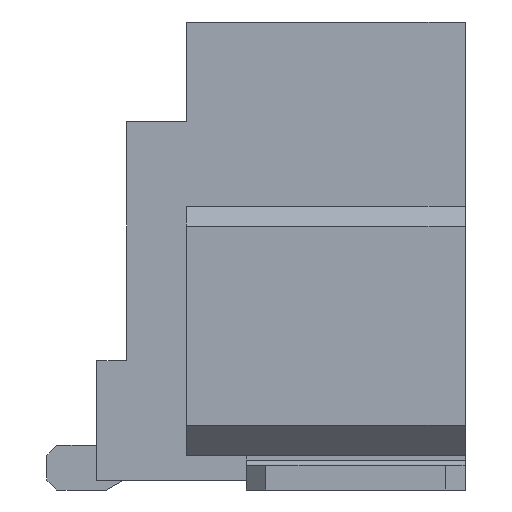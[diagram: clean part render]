
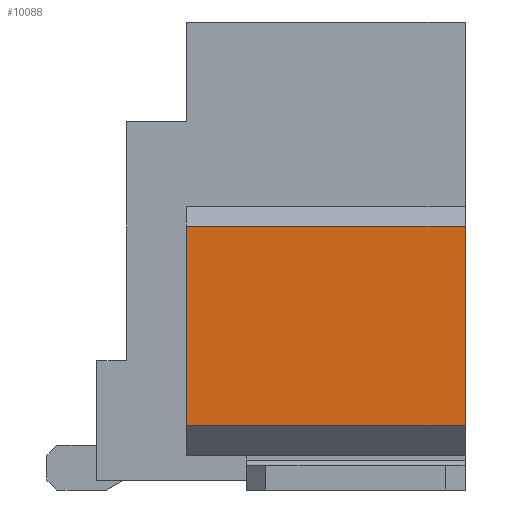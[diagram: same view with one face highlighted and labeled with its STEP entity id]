
A CAD part, left-side view. The second image highlights one B-rep face of the part: STEP entity #10088.
In plain terms, the highlighted face is planar.
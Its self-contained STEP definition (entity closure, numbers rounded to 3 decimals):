
#1996 = PLANE('',#1997);
#1997 = AXIS2_PLACEMENT_3D('',#1998,#1999,#2000);
#1998 = CARTESIAN_POINT('',(10.25,1.85,-2.3));
#1999 = DIRECTION('',(0.,1.,0.));
#2000 = DIRECTION('',(-1.,0.,0.));
#4079 = VERTEX_POINT('',#4080);
#4080 = CARTESIAN_POINT('',(11.75,1.85,-1.75));
#4094 = PLANE('',#4095);
#4095 = AXIS2_PLACEMENT_3D('',#4096,#4097,#4098);
#4096 = CARTESIAN_POINT('',(11.75,1.85,-1.75));
#4097 = DIRECTION('',(0.707,0.,-0.707));
#4098 = DIRECTION('',(-0.707,0.,-0.707));
#4106 = EDGE_CURVE('',#4107,#4079,#4109,.T.);
#4107 = VERTEX_POINT('',#4108);
#4108 = CARTESIAN_POINT('',(11.75,1.85,0.25));
#4109 = SURFACE_CURVE('',#4110,(#4114,#4121),.PCURVE_S1.);
#4110 = LINE('',#4111,#4112);
#4111 = CARTESIAN_POINT('',(11.75,1.85,0.25));
#4112 = VECTOR('',#4113,1.);
#4113 = DIRECTION('',(0.,0.,-1.));
#4114 = PCURVE('',#1996,#4115);
#4115 = DEFINITIONAL_REPRESENTATION('',(#4116),#4120);
#4116 = LINE('',#4117,#4118);
#4117 = CARTESIAN_POINT('',(-1.5,2.55));
#4118 = VECTOR('',#4119,1.);
#4119 = DIRECTION('',(0.,-1.));
#4120 = ( GEOMETRIC_REPRESENTATION_CONTEXT(2) 
PARAMETRIC_REPRESENTATION_CONTEXT() REPRESENTATION_CONTEXT('2D SPACE',''
  ) );
#4121 = PCURVE('',#4122,#4127);
#4122 = PLANE('',#4123);
#4123 = AXIS2_PLACEMENT_3D('',#4124,#4125,#4126);
#4124 = CARTESIAN_POINT('',(11.75,1.85,0.25));
#4125 = DIRECTION('',(1.,0.,0.));
#4126 = DIRECTION('',(0.,0.,-1.));
#4127 = DEFINITIONAL_REPRESENTATION('',(#4128),#4132);
#4128 = LINE('',#4129,#4130);
#4129 = CARTESIAN_POINT('',(0.,0.));
#4130 = VECTOR('',#4131,1.);
#4131 = DIRECTION('',(1.,0.));
#4132 = ( GEOMETRIC_REPRESENTATION_CONTEXT(2) 
PARAMETRIC_REPRESENTATION_CONTEXT() REPRESENTATION_CONTEXT('2D SPACE',''
  ) );
#4150 = PLANE('',#4151);
#4151 = AXIS2_PLACEMENT_3D('',#4152,#4153,#4154);
#4152 = CARTESIAN_POINT('',(10.45,1.85,0.25));
#4153 = DIRECTION('',(0.,0.,1.));
#4154 = DIRECTION('',(1.,0.,0.));
#7005 = PLANE('',#7006);
#7006 = AXIS2_PLACEMENT_3D('',#7007,#7008,#7009);
#7007 = CARTESIAN_POINT('',(10.25,-0.95,-2.3));
#7008 = DIRECTION('',(0.,1.,0.));
#7009 = DIRECTION('',(1.,0.,0.));
#10046 = VERTEX_POINT('',#10047);
#10047 = CARTESIAN_POINT('',(11.75,-0.95,-1.75));
#10068 = EDGE_CURVE('',#4079,#10046,#10069,.T.);
#10069 = SURFACE_CURVE('',#10070,(#10074,#10081),.PCURVE_S1.);
#10070 = LINE('',#10071,#10072);
#10071 = CARTESIAN_POINT('',(11.75,1.85,-1.75));
#10072 = VECTOR('',#10073,1.);
#10073 = DIRECTION('',(0.,-1.,0.));
#10074 = PCURVE('',#4094,#10075);
#10075 = DEFINITIONAL_REPRESENTATION('',(#10076),#10080);
#10076 = LINE('',#10077,#10078);
#10077 = CARTESIAN_POINT('',(0.,0.));
#10078 = VECTOR('',#10079,1.);
#10079 = DIRECTION('',(0.,-1.));
#10080 = ( GEOMETRIC_REPRESENTATION_CONTEXT(2) 
PARAMETRIC_REPRESENTATION_CONTEXT() REPRESENTATION_CONTEXT('2D SPACE',''
  ) );
#10081 = PCURVE('',#4122,#10082);
#10082 = DEFINITIONAL_REPRESENTATION('',(#10083),#10087);
#10083 = LINE('',#10084,#10085);
#10084 = CARTESIAN_POINT('',(2.,0.));
#10085 = VECTOR('',#10086,1.);
#10086 = DIRECTION('',(0.,-1.));
#10087 = ( GEOMETRIC_REPRESENTATION_CONTEXT(2) 
PARAMETRIC_REPRESENTATION_CONTEXT() REPRESENTATION_CONTEXT('2D SPACE',''
  ) );
#10088 = ADVANCED_FACE('',(#10089),#4122,.T.);
#10089 = FACE_BOUND('',#10090,.F.);
#10090 = EDGE_LOOP('',(#10091,#10092,#10093,#10116));
#10091 = ORIENTED_EDGE('',*,*,#4106,.T.);
#10092 = ORIENTED_EDGE('',*,*,#10068,.T.);
#10093 = ORIENTED_EDGE('',*,*,#10094,.F.);
#10094 = EDGE_CURVE('',#10095,#10046,#10097,.T.);
#10095 = VERTEX_POINT('',#10096);
#10096 = CARTESIAN_POINT('',(11.75,-0.95,0.25));
#10097 = SURFACE_CURVE('',#10098,(#10102,#10109),.PCURVE_S1.);
#10098 = LINE('',#10099,#10100);
#10099 = CARTESIAN_POINT('',(11.75,-0.95,0.25));
#10100 = VECTOR('',#10101,1.);
#10101 = DIRECTION('',(0.,0.,-1.));
#10102 = PCURVE('',#4122,#10103);
#10103 = DEFINITIONAL_REPRESENTATION('',(#10104),#10108);
#10104 = LINE('',#10105,#10106);
#10105 = CARTESIAN_POINT('',(0.,-2.8));
#10106 = VECTOR('',#10107,1.);
#10107 = DIRECTION('',(1.,0.));
#10108 = ( GEOMETRIC_REPRESENTATION_CONTEXT(2) 
PARAMETRIC_REPRESENTATION_CONTEXT() REPRESENTATION_CONTEXT('2D SPACE',''
  ) );
#10109 = PCURVE('',#7005,#10110);
#10110 = DEFINITIONAL_REPRESENTATION('',(#10111),#10115);
#10111 = LINE('',#10112,#10113);
#10112 = CARTESIAN_POINT('',(1.5,-2.55));
#10113 = VECTOR('',#10114,1.);
#10114 = DIRECTION('',(0.,1.));
#10115 = ( GEOMETRIC_REPRESENTATION_CONTEXT(2) 
PARAMETRIC_REPRESENTATION_CONTEXT() REPRESENTATION_CONTEXT('2D SPACE',''
  ) );
#10116 = ORIENTED_EDGE('',*,*,#10117,.F.);
#10117 = EDGE_CURVE('',#4107,#10095,#10118,.T.);
#10118 = SURFACE_CURVE('',#10119,(#10123,#10130),.PCURVE_S1.);
#10119 = LINE('',#10120,#10121);
#10120 = CARTESIAN_POINT('',(11.75,1.85,0.25));
#10121 = VECTOR('',#10122,1.);
#10122 = DIRECTION('',(0.,-1.,0.));
#10123 = PCURVE('',#4122,#10124);
#10124 = DEFINITIONAL_REPRESENTATION('',(#10125),#10129);
#10125 = LINE('',#10126,#10127);
#10126 = CARTESIAN_POINT('',(0.,0.));
#10127 = VECTOR('',#10128,1.);
#10128 = DIRECTION('',(0.,-1.));
#10129 = ( GEOMETRIC_REPRESENTATION_CONTEXT(2) 
PARAMETRIC_REPRESENTATION_CONTEXT() REPRESENTATION_CONTEXT('2D SPACE',''
  ) );
#10130 = PCURVE('',#4150,#10131);
#10131 = DEFINITIONAL_REPRESENTATION('',(#10132),#10136);
#10132 = LINE('',#10133,#10134);
#10133 = CARTESIAN_POINT('',(1.3,0.));
#10134 = VECTOR('',#10135,1.);
#10135 = DIRECTION('',(0.,-1.));
#10136 = ( GEOMETRIC_REPRESENTATION_CONTEXT(2) 
PARAMETRIC_REPRESENTATION_CONTEXT() REPRESENTATION_CONTEXT('2D SPACE',''
  ) );
